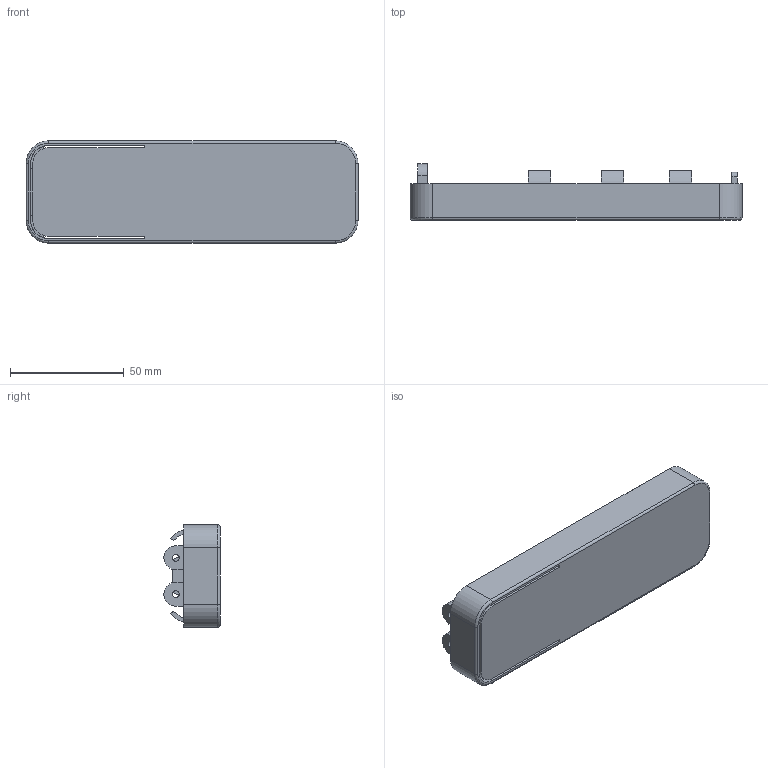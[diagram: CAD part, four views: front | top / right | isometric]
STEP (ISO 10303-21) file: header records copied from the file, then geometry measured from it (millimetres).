
FILE_DESCRIPTION (( 'STEP AP203' ), '1' );
FILE_NAME ('battery_holder.STEP', '2022-12-31T19:49:05', ( '' ), ( '' ), 'SwSTEP 2.0', 'SolidWorks 2021', '' );
FILE_SCHEMA (( 'CONFIG_CONTROL_DESIGN' ));
Length unit declared in the file: millimetre
Products named in the file (1): battery_holder
Bounding box: 146 x 24.75 x 45 mm (x, y, z)
Volume: 29196.5 mm3; surface area: 26733.7 mm2
Topology: 1 solids, 1 shells, 151 faces, 421 edges, 276 vertices
Faces by surface type: plane 91, cylinder 52, torus 8
Entity records: 4930 total; most frequent: CARTESIAN_POINT 849, DIRECTION 843, ORIENTED_EDGE 842, EDGE_CURVE 421, VECTOR 303, LINE 303, VERTEX_POINT 276, AXIS2_PLACEMENT_3D 270
